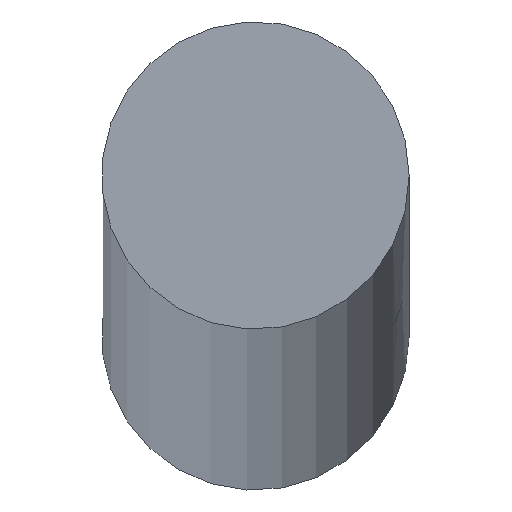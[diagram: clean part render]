
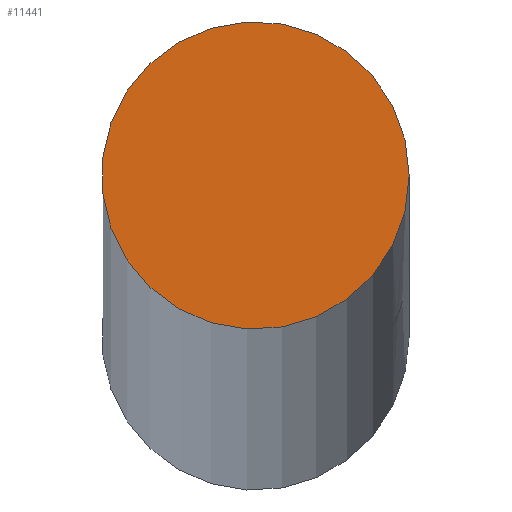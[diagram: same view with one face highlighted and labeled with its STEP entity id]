
A CAD part, top view. The second image highlights one B-rep face of the part: STEP entity #11441.
In plain terms, the highlighted planar face has unit normal (0, 0, 1).
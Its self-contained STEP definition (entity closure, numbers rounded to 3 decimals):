
#1758 = DIRECTION ( 'NONE',  ( 0., 0., 1. ) ) ;
#2682 = AXIS2_PLACEMENT_3D ( 'NONE', #4378, #5715, #3336 ) ;
#3336 = DIRECTION ( 'NONE',  ( 1., 0., 0. ) ) ;
#3525 = EDGE_CURVE ( 'NONE', #7214, #7214, #7127, .T. ) ;
#4217 = AXIS2_PLACEMENT_3D ( 'NONE', #13373, #1758, #12241 ) ;
#4378 = CARTESIAN_POINT ( 'NONE',  ( 0., 0., 1500. ) ) ;
#5715 = DIRECTION ( 'NONE',  ( 0., 0., 1. ) ) ;
#6751 = ORIENTED_EDGE ( 'NONE', *, *, #3525, .T. ) ;
#7127 = CIRCLE ( 'NONE', #4217, 5. ) ;
#7214 = VERTEX_POINT ( 'NONE', #7663 ) ;
#7663 = CARTESIAN_POINT ( 'NONE',  ( 5., 0., 1500. ) ) ;
#9132 = PLANE ( 'NONE',  #2682 ) ;
#11122 = EDGE_LOOP ( 'NONE', ( #6751 ) ) ;
#11441 = ADVANCED_FACE ( 'NONE', ( #12692 ), #9132, .T. ) ;
#12241 = DIRECTION ( 'NONE',  ( 1., 0., 0. ) ) ;
#12692 = FACE_OUTER_BOUND ( 'NONE', #11122, .T. ) ;
#13373 = CARTESIAN_POINT ( 'NONE',  ( 0., 0., 1500. ) ) ;
